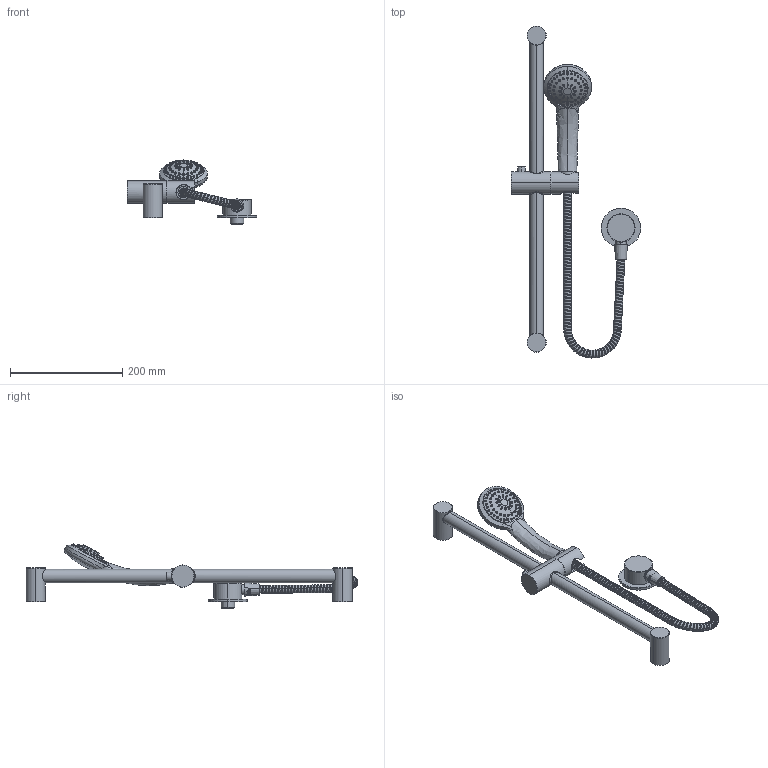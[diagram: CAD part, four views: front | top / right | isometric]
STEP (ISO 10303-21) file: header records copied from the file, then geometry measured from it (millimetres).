
FILE_DESCRIPTION (( 'STEP AP214' ), '1' );
FILE_NAME ('BLK.0022.STEP', '2022-12-02T08:13:14', ( 'Solid' ), ( '' ), 'SwSTEP 2.0', 'SolidWorks 2019', '' );
FILE_SCHEMA (( 'AUTOMOTIVE_DESIGN' ));
Length unit declared in the file: millimetre
Products named in the file (6): chuveiro de mao; bicha 2; tomada de agua luiheld; BLK.0022; rampa; espelho suporte.SLDPRT 70
Assembly tree (5 placements, depth 2):
  BLK.0022
    rampa
    chuveiro de mao
    tomada de agua luiheld
    espelho suporte.SLDPRT 70
    bicha 2
Bounding box: 230 x 590.45 x 113.92 mm (x, y, z)
Volume: 781107 mm3; surface area: 160182.1 mm2
Topology: 5 solids, 6 shells, 579 faces, 1448 edges, 956 vertices
Faces by surface type: bspline 267, cylinder 181, plane 111, torus 14, cone 4, sphere 2
Entity records: 227785 total; most frequent: CARTESIAN_POINT 215860, ORIENTED_EDGE 2896, EDGE_CURVE 1448, DIRECTION 1405, VERTEX_POINT 956, B_SPLINE_CURVE_WITH_KNOTS 835, EDGE_LOOP 658, AXIS2_PLACEMENT_3D 585
